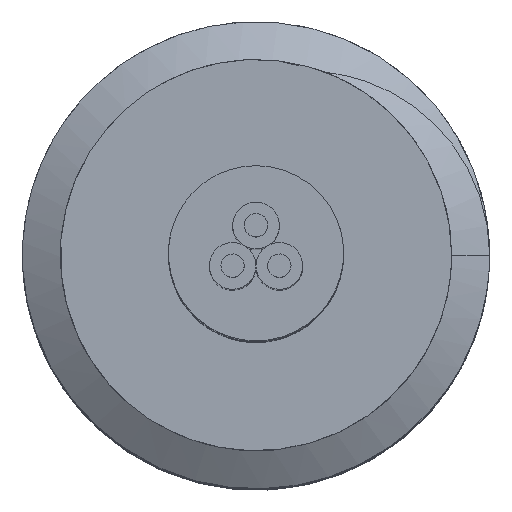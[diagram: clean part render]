
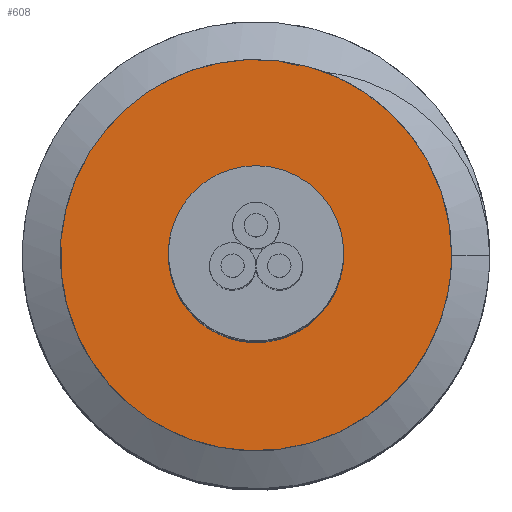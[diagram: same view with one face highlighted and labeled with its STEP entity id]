
A CAD part, top view. The second image highlights one B-rep face of the part: STEP entity #608.
In plain terms, the highlighted free-form (B-spline) face has degree [1, 1] with [2, 2] control points.
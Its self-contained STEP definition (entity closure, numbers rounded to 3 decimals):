
#589=CARTESIAN_POINT('',(-7.28,-6.383,18.));
#590=CARTESIAN_POINT('',(-7.28,6.383,18.));
#591=CARTESIAN_POINT('',(5.485,-6.383,18.));
#592=CARTESIAN_POINT('',(5.485,6.383,18.));
#593=B_SPLINE_SURFACE_WITH_KNOTS('',1,1,((#589,#590),(#591,#592)),.PLANE_SURF.,.F.,.F.,.U.,(2,2),(2,2),(0.,1.),(0.,1.),.UNSPECIFIED.);
#594=CARTESIAN_POINT('',(3.35,0.,18.));
#595=VERTEX_POINT('',#594);
#596=CARTESIAN_POINT('',(3.35,0.,18.));
#597=CARTESIAN_POINT('',(3.35,5.802,18.));
#598=CARTESIAN_POINT('',(-1.675,2.901,18.));
#599=CARTESIAN_POINT('',(-6.7,0.,18.));
#600=CARTESIAN_POINT('',(-1.675,-2.901,18.));
#601=CARTESIAN_POINT('',(3.35,-5.802,18.));
#602=CARTESIAN_POINT('',(3.35,0.,18.));
#603=(BOUNDED_CURVE()B_SPLINE_CURVE(2,(#596,#597,#598,#599,#600,#601,#602),.CIRCULAR_ARC.,.T.,.U.)B_SPLINE_CURVE_WITH_KNOTS((3,2,2,3),(0.,0.333,0.667,1.),.UNSPECIFIED.)CURVE()GEOMETRIC_REPRESENTATION_ITEM()RATIONAL_B_SPLINE_CURVE((1.,0.5,1.,0.5,1.,0.5,1.))REPRESENTATION_ITEM(''));
#604=EDGE_CURVE('',#595,#595,#603,.T.);
#605=ORIENTED_EDGE('',*,*,#604,.T.);
#606=EDGE_LOOP('',(#605));
#607=FACE_OUTER_BOUND('',#606,.T.);
#608=ADVANCED_FACE('',(#607),#593,.T.);
